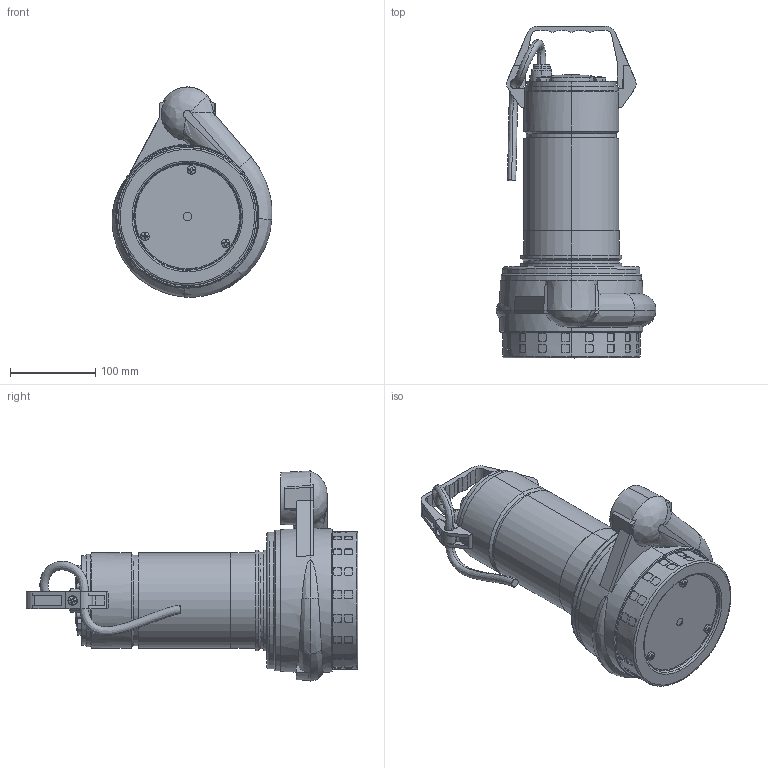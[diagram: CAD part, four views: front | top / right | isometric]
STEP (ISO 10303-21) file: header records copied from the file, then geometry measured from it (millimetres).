
FILE_DESCRIPTION (( 'STEP AP214' ), '1' );
FILE_NAME ('4_93_432_01_REV00.step', '2021-12-06T15:14:52', ( '' ), ( '' ), 'SwSTEP 2.0', 'SolidWorks 2020', '' );
FILE_SCHEMA (( 'AUTOMOTIVE_DESIGN' ));
Length unit declared in the file: millimetre
Products named in the file (3): 4_93_432_01_REV00; Copia di 3_92_128_semplificato^4_93_432_01_REV00_Cavo singolo; Copia di 55140^4_93_432_01_REV00
Assembly tree (2 placements, depth 2):
  4_93_432_01_REV00
    Copia di 55140^4_93_432_01_REV00
    Copia di 3_92_128_semplificato^4_93_432_01_REV00_Cavo singolo
Bounding box: 188.03 x 390.2 x 247.08 mm (x, y, z)
Volume: 5253389.4 mm3; surface area: 457448.8 mm2
Topology: 26 solids, 26 shells, 1247 faces, 3187 edges, 2067 vertices
Faces by surface type: plane 605, cylinder 435, cone 124, bspline 46, sphere 20, torus 17
Entity records: 55030 total; most frequent: CARTESIAN_POINT 24863, ORIENTED_EDGE 6354, DIRECTION 5981, EDGE_CURVE 3177, AXIS2_PLACEMENT_3D 2202, VERTEX_POINT 2067, VECTOR 1577, LINE 1577
